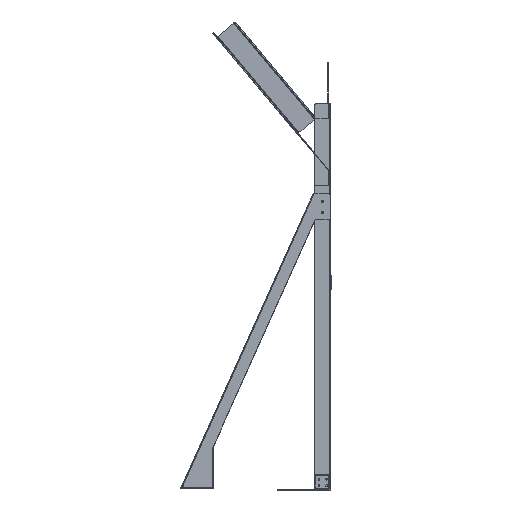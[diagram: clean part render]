
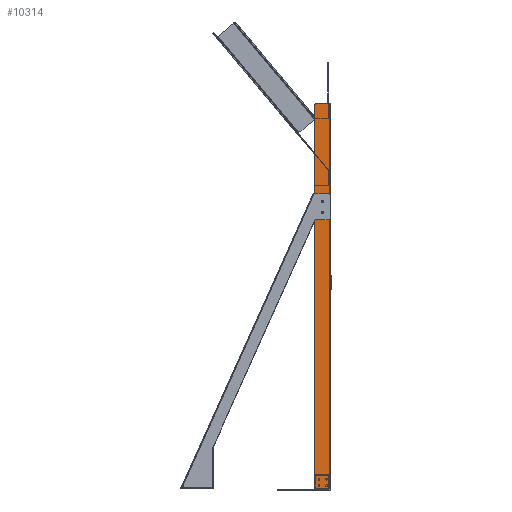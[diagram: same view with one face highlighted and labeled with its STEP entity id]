
A CAD part, left-side view. The second image highlights one B-rep face of the part: STEP entity #10314.
In plain terms, the highlighted planar face has unit normal (-1, 0, 0).
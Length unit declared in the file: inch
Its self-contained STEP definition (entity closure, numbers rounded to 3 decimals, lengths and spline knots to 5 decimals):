
#208 = CARTESIAN_POINT ( 'NONE',  ( -13.09, 0.03, 0. ) ) ;
#480 = DIRECTION ( 'NONE',  ( -1., 0., 0. ) ) ;
#1432 = EDGE_CURVE ( 'NONE', #10098, #7387, #26955, .T. ) ;
#1556 = VERTEX_POINT ( 'NONE', #24841 ) ;
#1578 = DIRECTION ( 'NONE',  ( 0., 1., 0. ) ) ;
#1717 = LINE ( 'NONE', #11891, #2516 ) ;
#2005 = EDGE_LOOP ( 'NONE', ( #27060, #4728 ) ) ;
#2239 = DIRECTION ( 'NONE',  ( -1., 0., 0. ) ) ;
#2516 = VECTOR ( 'NONE', #6105, 39.37008 ) ;
#2674 = DIRECTION ( 'NONE',  ( 0., 0., -1. ) ) ;
#3041 = DIRECTION ( 'NONE',  ( 1., 0., 0. ) ) ;
#3725 = LINE ( 'NONE', #20520, #25196 ) ;
#3977 = AXIS2_PLACEMENT_3D ( 'NONE', #8218, #12481, #20875 ) ;
#4288 = CARTESIAN_POINT ( 'NONE',  ( -13.09, 0.785, 33.25 ) ) ;
#4728 = ORIENTED_EDGE ( 'NONE', *, *, #22840, .F. ) ;
#4939 = CIRCLE ( 'NONE', #22090, 0.1005 ) ;
#5128 = VERTEX_POINT ( 'NONE', #25256 ) ;
#5165 = ORIENTED_EDGE ( 'NONE', *, *, #21711, .F. ) ;
#5662 = AXIS2_PLACEMENT_3D ( 'NONE', #4288, #2239, #21233 ) ;
#6105 = DIRECTION ( 'NONE',  ( 0., -1., 0. ) ) ;
#6418 = CIRCLE ( 'NONE', #11244, 0.1005 ) ;
#6511 = DIRECTION ( 'NONE',  ( 0., 0., -1. ) ) ;
#6561 = LINE ( 'NONE', #208, #15663 ) ;
#7318 = CIRCLE ( 'NONE', #22713, 0.1 ) ;
#7387 = VERTEX_POINT ( 'NONE', #17125 ) ;
#8043 = CARTESIAN_POINT ( 'NONE',  ( -13.09, 0.785, 32. ) ) ;
#8218 = CARTESIAN_POINT ( 'NONE',  ( -13.09, 0.46496, 0. ) ) ;
#8632 = PLANE ( 'NONE',  #3977 ) ;
#8774 = FACE_OUTER_BOUND ( 'NONE', #11077, .T. ) ;
#8876 = ORIENTED_EDGE ( 'NONE', *, *, #1432, .F. ) ;
#8877 = VERTEX_POINT ( 'NONE', #18838 ) ;
#8913 = VERTEX_POINT ( 'NONE', #15542 ) ;
#9699 = EDGE_CURVE ( 'NONE', #23222, #8913, #7318, .T. ) ;
#9840 = DIRECTION ( 'NONE',  ( -1., 0., 0. ) ) ;
#10098 = VERTEX_POINT ( 'NONE', #18374 ) ;
#10314 = ADVANCED_FACE ( 'NONE', ( #8774, #17232, #16945 ), #8632, .F. ) ;
#10739 = DIRECTION ( 'NONE',  ( 1., 0., 0. ) ) ;
#11066 = CIRCLE ( 'NONE', #26474, 0.1 ) ;
#11077 = EDGE_LOOP ( 'NONE', ( #5165, #8876, #16738, #13917, #13171, #15648 ) ) ;
#11244 = AXIS2_PLACEMENT_3D ( 'NONE', #17458, #480, #2674 ) ;
#11891 = CARTESIAN_POINT ( 'NONE',  ( -13.09, 0.46496, 44.5 ) ) ;
#12435 = CARTESIAN_POINT ( 'NONE',  ( -13.09, 0.785, 33.25 ) ) ;
#12481 = DIRECTION ( 'NONE',  ( 1., 0., 0. ) ) ;
#13171 = ORIENTED_EDGE ( 'NONE', *, *, #9699, .F. ) ;
#13525 = CARTESIAN_POINT ( 'NONE',  ( -13.09, 1.56, 44.4 ) ) ;
#13618 = EDGE_CURVE ( 'NONE', #8877, #17315, #4939, .T. ) ;
#13820 = EDGE_CURVE ( 'NONE', #5128, #23222, #3725, .T. ) ;
#13906 = CARTESIAN_POINT ( 'NONE',  ( -13.09, 0.785, 32.1005 ) ) ;
#13917 = ORIENTED_EDGE ( 'NONE', *, *, #24859, .F. ) ;
#13973 = DIRECTION ( 'NONE',  ( 0., 0., -1. ) ) ;
#14142 = CARTESIAN_POINT ( 'NONE',  ( -13.09, 0.46496, 0. ) ) ;
#14346 = VERTEX_POINT ( 'NONE', #16037 ) ;
#15018 = AXIS2_PLACEMENT_3D ( 'NONE', #8043, #9840, #13973 ) ;
#15542 = CARTESIAN_POINT ( 'NONE',  ( -13.09, 1.56, 44.5 ) ) ;
#15648 = ORIENTED_EDGE ( 'NONE', *, *, #13820, .F. ) ;
#15663 = VECTOR ( 'NONE', #16803, 39.37008 ) ;
#16018 = DIRECTION ( 'NONE',  ( 0., 0., -1. ) ) ;
#16037 = CARTESIAN_POINT ( 'NONE',  ( -13.09, 0.785, 31.8995 ) ) ;
#16442 = DIRECTION ( 'NONE',  ( 0., 0., 1. ) ) ;
#16738 = ORIENTED_EDGE ( 'NONE', *, *, #22560, .F. ) ;
#16803 = DIRECTION ( 'NONE',  ( 0., 0., -1. ) ) ;
#16945 = FACE_BOUND ( 'NONE', #2005, .T. ) ;
#17044 = DIRECTION ( 'NONE',  ( -1., 0., 0. ) ) ;
#17125 = CARTESIAN_POINT ( 'NONE',  ( -13.09, 1.56, 0. ) ) ;
#17162 = VECTOR ( 'NONE', #1578, 39.37008 ) ;
#17232 = FACE_BOUND ( 'NONE', #22816, .T. ) ;
#17315 = VERTEX_POINT ( 'NONE', #21855 ) ;
#17458 = CARTESIAN_POINT ( 'NONE',  ( -13.09, 0.785, 32. ) ) ;
#18374 = CARTESIAN_POINT ( 'NONE',  ( -13.09, 0.03, 0. ) ) ;
#18838 = CARTESIAN_POINT ( 'NONE',  ( -13.09, 0.785, 33.1495 ) ) ;
#18990 = CARTESIAN_POINT ( 'NONE',  ( -13.09, 1.66, 44.4 ) ) ;
#19115 = DIRECTION ( 'NONE',  ( 0., 0., 1. ) ) ;
#20308 = EDGE_CURVE ( 'NONE', #17315, #8877, #22385, .T. ) ;
#20520 = CARTESIAN_POINT ( 'NONE',  ( -13.09, 1.66, 0. ) ) ;
#20683 = CIRCLE ( 'NONE', #15018, 0.1005 ) ;
#20875 = DIRECTION ( 'NONE',  ( 0., 0., -1. ) ) ;
#20987 = EDGE_CURVE ( 'NONE', #14346, #24489, #20683, .T. ) ;
#21023 = ORIENTED_EDGE ( 'NONE', *, *, #20308, .F. ) ;
#21182 = CARTESIAN_POINT ( 'NONE',  ( -13.09, 1.56, 0.1 ) ) ;
#21233 = DIRECTION ( 'NONE',  ( 0., 0., -1. ) ) ;
#21711 = EDGE_CURVE ( 'NONE', #7387, #5128, #11066, .T. ) ;
#21855 = CARTESIAN_POINT ( 'NONE',  ( -13.09, 0.785, 33.3505 ) ) ;
#22090 = AXIS2_PLACEMENT_3D ( 'NONE', #12435, #17044, #6511 ) ;
#22385 = CIRCLE ( 'NONE', #5662, 0.1005 ) ;
#22560 = EDGE_CURVE ( 'NONE', #1556, #10098, #6561, .T. ) ;
#22713 = AXIS2_PLACEMENT_3D ( 'NONE', #13525, #3041, #16018 ) ;
#22816 = EDGE_LOOP ( 'NONE', ( #27204, #21023 ) ) ;
#22840 = EDGE_CURVE ( 'NONE', #24489, #14346, #6418, .T. ) ;
#23222 = VERTEX_POINT ( 'NONE', #18990 ) ;
#24489 = VERTEX_POINT ( 'NONE', #13906 ) ;
#24841 = CARTESIAN_POINT ( 'NONE',  ( -13.09, 0.03, 44.5 ) ) ;
#24859 = EDGE_CURVE ( 'NONE', #8913, #1556, #1717, .T. ) ;
#25196 = VECTOR ( 'NONE', #16442, 39.37008 ) ;
#25256 = CARTESIAN_POINT ( 'NONE',  ( -13.09, 1.66, 0.1 ) ) ;
#26474 = AXIS2_PLACEMENT_3D ( 'NONE', #21182, #10739, #19115 ) ;
#26955 = LINE ( 'NONE', #14142, #17162 ) ;
#27060 = ORIENTED_EDGE ( 'NONE', *, *, #20987, .F. ) ;
#27204 = ORIENTED_EDGE ( 'NONE', *, *, #13618, .F. ) ;
